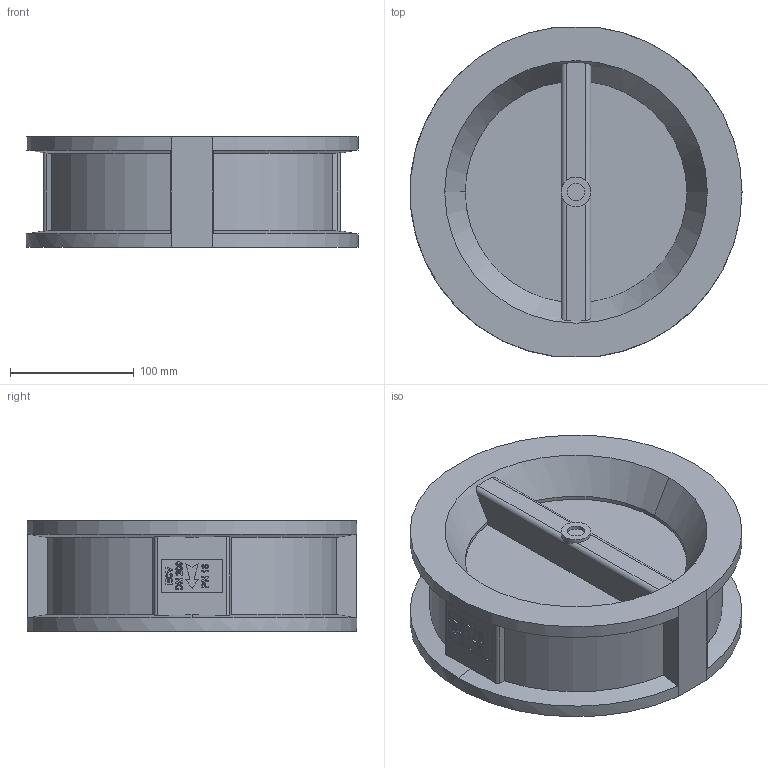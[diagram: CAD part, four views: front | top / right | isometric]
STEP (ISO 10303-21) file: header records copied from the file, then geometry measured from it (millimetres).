
FILE_DESCRIPTION (( 'STEP AP214' ), '1' );
FILE_NAME ('ECV DN 200 PN16.STEP', '2009-04-10T07:23:04', ( ' ' ), ( '' ), 'SwSTEP 2.0', 'SolidWorks 2007', '' );
FILE_SCHEMA (( 'AUTOMOTIVE_DESIGN' ));
Length unit declared in the file: millimetre
Products named in the file (1): ECV DN 200 PN16
Bounding box: 268 x 266 x 89 mm (x, y, z)
Volume: 1920115.1 mm3; surface area: 291786.5 mm2
Topology: 1 solids, 1 shells, 437 faces, 1165 edges, 770 vertices
Faces by surface type: plane 237, bspline 150, cylinder 42, cone 8
Entity records: 21586 total; most frequent: CARTESIAN_POINT 11409, ORIENTED_EDGE 2330, DIRECTION 1463, EDGE_CURVE 1165, VERTEX_POINT 770, VECTOR 735, LINE 735, EDGE_LOOP 489
